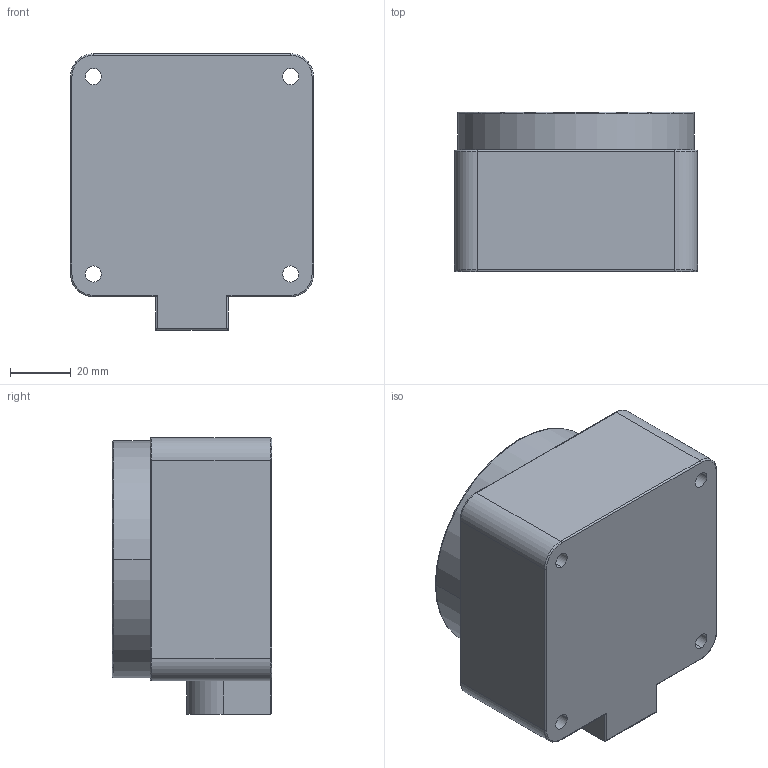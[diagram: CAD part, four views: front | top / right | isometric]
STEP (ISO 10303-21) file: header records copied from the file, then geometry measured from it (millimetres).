
FILE_DESCRIPTION((''),'2;1');
FILE_NAME('FP_D000197A','2006-01-03T',('Pepperl+Fuchs'),('Industriehansa'),'PRO/ENGINEER BY PARAMETRIC TECHNOLOGY CORPORATION, 2005290','PRO/ENGINEER BY PARAMETRIC TECHNOLOGY CORPORATION, 2005290','');
FILE_SCHEMA(('AUTOMOTIVE_DESIGN_CC2 { 1 2 10303 214 -1 1 5 2 }'));
Length unit declared in the file: millimetre
Products named in the file (1): FP_D000197A
Bounding box: 80 x 52.5 x 91 mm (x, y, z)
Volume: 310068.7 mm3; surface area: 33128.2 mm2
Topology: 1 solids, 1 shells, 62 faces, 153 edges, 112 vertices
Faces by surface type: cylinder 37, plane 15, torus 10
Entity records: 2428 total; most frequent: DIRECTION 353, CARTESIAN_POINT 330, ORIENTED_EDGE 280, PRESENTATION_STYLE_ASSIGNMENT 158, STYLED_ITEM 155, CURVE_STYLE 154, AXIS2_PLACEMENT_3D 141, EDGE_CURVE 140
